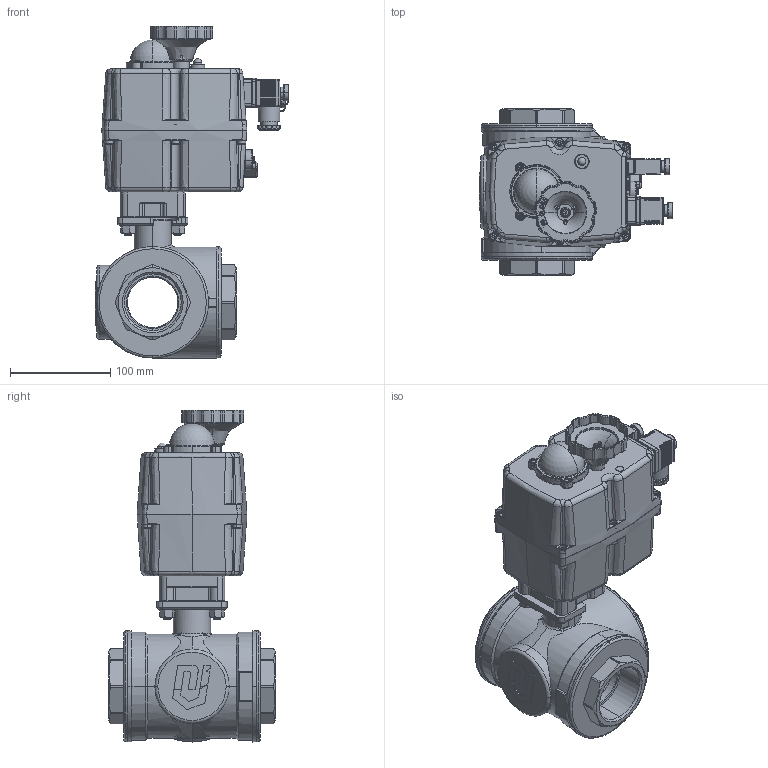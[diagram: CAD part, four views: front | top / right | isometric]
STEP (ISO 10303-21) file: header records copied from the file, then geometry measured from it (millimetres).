
FILE_DESCRIPTION(('HOOPS Exchange Step'),'2;1');
FILE_NAME('EK08_DN50.stp','2025-05-22T08:41:17+02:00',('nieru'),('Unknown organisation'),'HOOPS Exchange 2024.2','HOOPS Exchange','Unknown authorisation');
FILE_SCHEMA( ('AP203_CONFIGURATION_CONTROLLED_3D_DESIGN_OF_MECHANICAL_PARTS_AND_ASSEMBLIES_MIM_LF') );
Length unit declared in the file: millimetre
Products named in the file (5): 0; root
Assembly tree (4 placements, depth 4):
  root
    0
      0
        0
        0
Bounding box: 192.58 x 166 x 330.97 mm (x, y, z)
Volume: 2945444.1 mm3; surface area: 372696.7 mm2
Topology: 51 solids, 51 shells, 3549 faces, 8923 edges, 5477 vertices
Faces by surface type: cylinder 1234, plane 817, bspline 667, torus 619, cone 161, sphere 51
Full cylindrical faces by diameter (mm): 2.204 x3, 7.825 x1, 11 x1, 11.516 x1, 14 x1, 14.894 x1, 16.5 x1, 19.612 x2, 30 x1, 36.194 x1, 37.101 x1, 39.9 x1, 45 x1, 50.2 x1
Entity records: 188175 total; most frequent: CARTESIAN_POINT 112673, ORIENTED_EDGE 17694, DIRECTION 12761, EDGE_CURVE 8847, VERTEX_POINT 5477, AXIS2_PLACEMENT_3D 5252, B_SPLINE_CURVE_WITH_KNOTS 3788, EDGE_LOOP 3744
